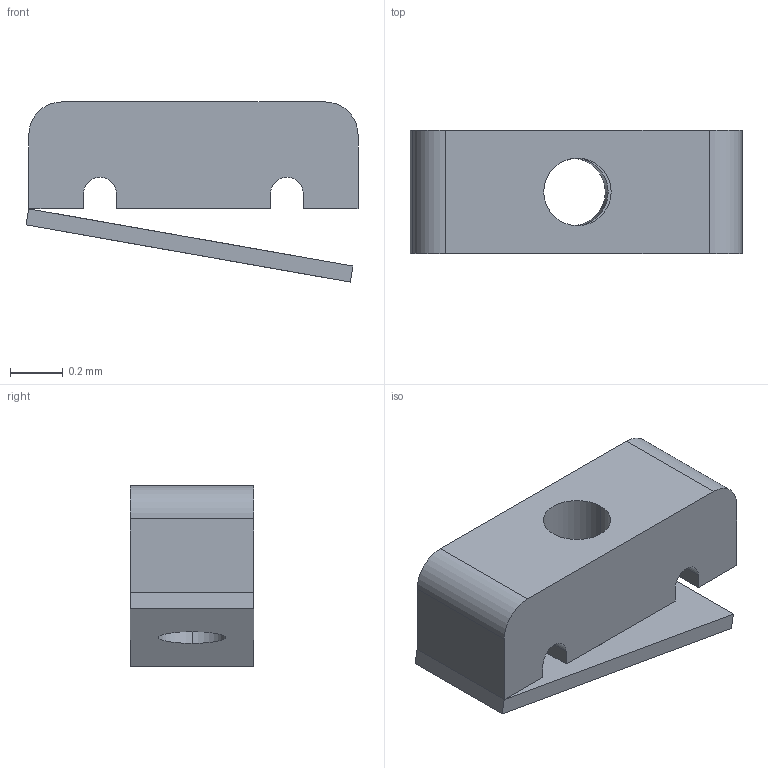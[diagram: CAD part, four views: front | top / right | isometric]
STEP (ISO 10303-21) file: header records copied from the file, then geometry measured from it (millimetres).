
FILE_DESCRIPTION((''),'2;1');
FILE_NAME('13AC7506.stp','2015-07-14T13:54:11',(''),(''),'Mechanical Desktop 2011','Mechanical Desktop 2011',', , ');
FILE_SCHEMA(('CONFIG_CONTROL_DESIGN'));
Length unit declared in the file: millimetre
Products named in the file (1): Product
Bounding box: 1.26 x 0.47 x 0.68 mm (x, y, z)
Volume: 0.2 mm3; surface area: 4.2 mm2
Topology: 2 solids, 2 shells, 26 faces, 66 edges, 42 vertices
Faces by surface type: plane 18, cylinder 8
Entity records: 881 total; most frequent: DIRECTION 136, CARTESIAN_POINT 135, ORIENTED_EDGE 132, EDGE_CURVE 66, VECTOR 50, LINE 50, AXIS2_PLACEMENT_3D 43, VERTEX_POINT 42
